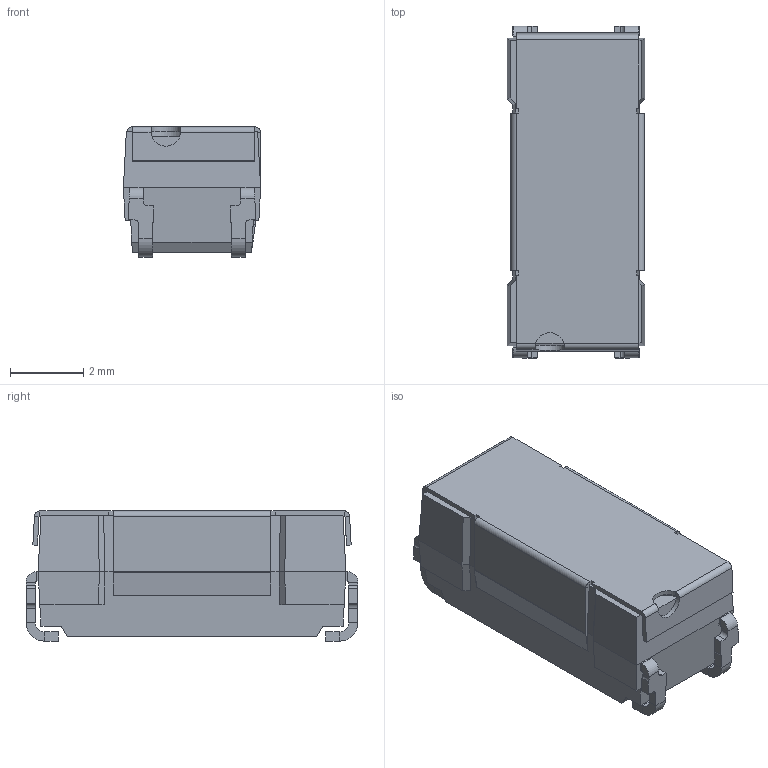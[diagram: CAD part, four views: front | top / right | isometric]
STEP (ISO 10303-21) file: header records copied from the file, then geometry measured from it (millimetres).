
FILE_DESCRIPTION(/* description */ (''),/* implementation_level */ '2;1');
FILE_NAME(/* name */ '9913 Solid test.stp',/* time_stamp */ '2015-11-18T18:02:21-08:00',/* author */ ('sseo'),/* organization */ (''),/* preprocessor_version */ 'ST-DEVELOPER v15.2',/* originating_system */ 'Autodesk Inventor 2014',/* authorisation */ '');
FILE_SCHEMA (('AUTOMOTIVE_DESIGN { 1 0 10303 214 3 1 1 }'));
Length unit declared in the file: centimetre
Products named in the file (1): 9913 Solid test
Bounding box: 3.76 x 9.09 x 3.57 mm (x, y, z)
Volume: 102.3 mm3; surface area: 184.4 mm2
Topology: 1 solids, 1 shells, 246 faces, 611 edges, 362 vertices
Faces by surface type: plane 194, cylinder 50, bspline 2
Entity records: 7859 total; most frequent: CARTESIAN_POINT 1726, ORIENTED_EDGE 1222, DIRECTION 1197, EDGE_CURVE 611, LINE 507, VECTOR 507, VERTEX_POINT 362, AXIS2_PLACEMENT_3D 345
